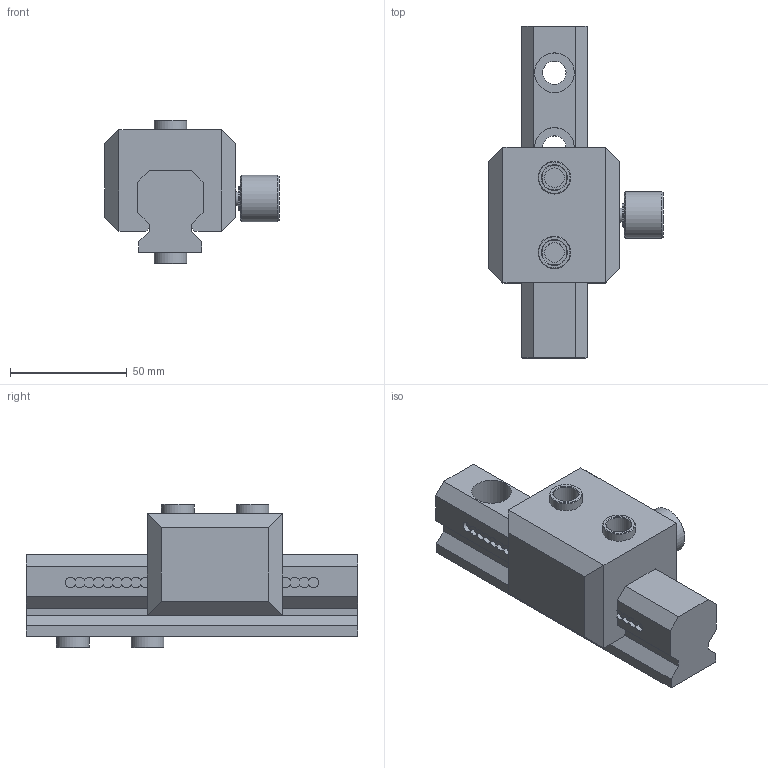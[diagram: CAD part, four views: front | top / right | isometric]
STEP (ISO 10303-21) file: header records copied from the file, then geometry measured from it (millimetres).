
FILE_DESCRIPTION(/* description */ (''),/* implementation_level */ '2;1');
FILE_NAME(/* name */ 'JUS-160.stp',/* time_stamp */ '2019-11-20T10:26:11+01:00',/* author */ ('Emilio'),/* organization */ (''),/* preprocessor_version */ 'ST-DEVELOPER v17',/* originating_system */ 'Autodesk Inventor 2019',/* authorisation */ '');
FILE_SCHEMA (('AUTOMOTIVE_DESIGN { 1 0 10303 214 3 1 1 }'));
Length unit declared in the file: millimetre
Products named in the file (4): JUS-160; JUS-160-SUPPORTO; JUS-160-REGOLAZIONE; BOCCOLA 14H7L8.9
Assembly tree (6 placements, depth 2):
  JUS-160
    JUS-160-SUPPORTO
    JUS-160-REGOLAZIONE
    BOCCOLA 14H7L8.9  x4
Bounding box: 74.5 x 142 x 61.4 mm (x, y, z)
Volume: 213713.9 mm3; surface area: 46012 mm2
Topology: 6 solids, 6 shells, 205 faces, 539 edges, 357 vertices
Faces by surface type: cylinder 125, plane 61, cone 18, torus 1
Full cylindrical faces by diameter (mm): 6 x1, 8.376 x2, 10 x3, 10.6 x4, 14 x8, 17 x2, 20 x1
Entity records: 6103 total; most frequent: DIRECTION 1145, CARTESIAN_POINT 1021, ORIENTED_EDGE 994, EDGE_CURVE 497, AXIS2_PLACEMENT_3D 457, VERTEX_POINT 333, CIRCLE 266, LINE 231
